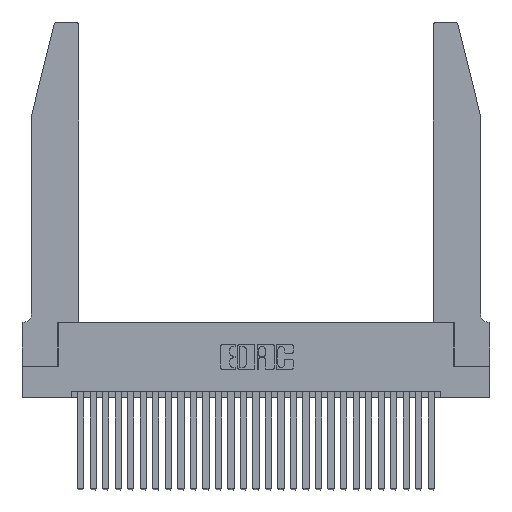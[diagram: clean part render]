
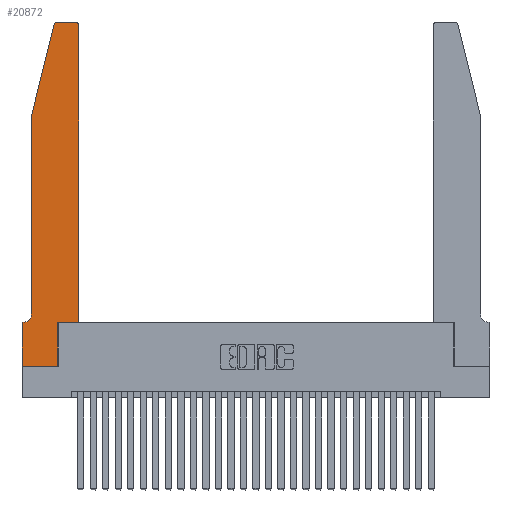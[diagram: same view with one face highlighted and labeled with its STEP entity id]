
A CAD part, top view. The second image highlights one B-rep face of the part: STEP entity #20872.
In plain terms, the highlighted planar face has unit normal (0, 0, 1).
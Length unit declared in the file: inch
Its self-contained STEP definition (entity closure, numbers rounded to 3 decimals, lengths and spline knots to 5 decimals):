
#418 = CARTESIAN_POINT ( 'NONE',  ( 0., 0.35, 0.37 ) ) ;
#823 = VECTOR ( 'NONE', #21614, 39.37008 ) ;
#1004 = EDGE_CURVE ( 'NONE', #6082, #27095, #12974, .T. ) ;
#1245 = VECTOR ( 'NONE', #12976, 39.37008 ) ;
#1333 = DIRECTION ( 'NONE',  ( 1., 0., 0. ) ) ;
#1414 = EDGE_CURVE ( 'NONE', #28253, #19311, #27101, .T. ) ;
#2008 = CARTESIAN_POINT ( 'NONE',  ( 0.0755, 2., 0.37 ) ) ;
#2174 = DIRECTION ( 'NONE',  ( 0., 0., 1. ) ) ;
#2536 = VECTOR ( 'NONE', #6584, 39.37008 ) ;
#2789 = DIRECTION ( 'NONE',  ( 1., 0., 0. ) ) ;
#3415 = EDGE_CURVE ( 'NONE', #27589, #18730, #18967, .T. ) ;
#3557 = AXIS2_PLACEMENT_3D ( 'NONE', #15527, #2174, #17801 ) ;
#3776 = CARTESIAN_POINT ( 'NONE',  ( 0.0055, 0.42, 0.37 ) ) ;
#3792 = EDGE_CURVE ( 'NONE', #12536, #6082, #16446, .T. ) ;
#3909 = VERTEX_POINT ( 'NONE', #16010 ) ;
#3942 = VERTEX_POINT ( 'NONE', #22981 ) ;
#4268 = DIRECTION ( 'NONE',  ( 0., -1., 0. ) ) ;
#4789 = VERTEX_POINT ( 'NONE', #29000 ) ;
#5100 = CARTESIAN_POINT ( 'NONE',  ( 0., 0., 0.37 ) ) ;
#5120 = FACE_OUTER_BOUND ( 'NONE', #11385, .T. ) ;
#6017 = DIRECTION ( 'NONE',  ( -1., 0., 0. ) ) ;
#6082 = VERTEX_POINT ( 'NONE', #24884 ) ;
#6584 = DIRECTION ( 'NONE',  ( -1., 0., 0. ) ) ;
#7191 = LINE ( 'NONE', #21985, #1245 ) ;
#7238 = ORIENTED_EDGE ( 'NONE', *, *, #18432, .T. ) ;
#7295 = CARTESIAN_POINT ( 'NONE',  ( 0.0755, 0.35, 0.37 ) ) ;
#7346 = DIRECTION ( 'NONE',  ( 0., -1., 0. ) ) ;
#7534 = CARTESIAN_POINT ( 'NONE',  ( 0.0755, 2., 0.37 ) ) ;
#7709 = ORIENTED_EDGE ( 'NONE', *, *, #22387, .T. ) ;
#7783 = CARTESIAN_POINT ( 'NONE',  ( 0.2865, 0.35, 0.37 ) ) ;
#8284 = VERTEX_POINT ( 'NONE', #16328 ) ;
#8838 = LINE ( 'NONE', #7783, #15434 ) ;
#9891 = VECTOR ( 'NONE', #28044, 39.37008 ) ;
#9926 = DIRECTION ( 'NONE',  ( 1., 0., 0. ) ) ;
#10590 = LINE ( 'NONE', #28139, #9891 ) ;
#10599 = ORIENTED_EDGE ( 'NONE', *, *, #13697, .T. ) ;
#10866 = VECTOR ( 'NONE', #7346, 39.37008 ) ;
#11385 = EDGE_LOOP ( 'NONE', ( #7709, #11612, #27165, #15891, #7238, #17444, #14213, #10599, #14901, #24274, #13161, #26234 ) ) ;
#11577 = CARTESIAN_POINT ( 'NONE',  ( 0.4505, 0.35, 0.37 ) ) ;
#11612 = ORIENTED_EDGE ( 'NONE', *, *, #3792, .T. ) ;
#11666 = PLANE ( 'NONE',  #23666 ) ;
#12336 = DIRECTION ( 'NONE',  ( 0., 1., 0. ) ) ;
#12536 = VERTEX_POINT ( 'NONE', #13525 ) ;
#12974 = LINE ( 'NONE', #23826, #24304 ) ;
#12976 = DIRECTION ( 'NONE',  ( 1., 0., 0. ) ) ;
#13161 = ORIENTED_EDGE ( 'NONE', *, *, #15468, .T. ) ;
#13525 = CARTESIAN_POINT ( 'NONE',  ( 0.284, 2.75, 0.37 ) ) ;
#13697 = EDGE_CURVE ( 'NONE', #3942, #3909, #7191, .T. ) ;
#13852 = CARTESIAN_POINT ( 'NONE',  ( 0.4505, 2.72, 0.37 ) ) ;
#14213 = ORIENTED_EDGE ( 'NONE', *, *, #17467, .T. ) ;
#14651 = DIRECTION ( 'NONE',  ( 0., 0., 1. ) ) ;
#14901 = ORIENTED_EDGE ( 'NONE', *, *, #16119, .T. ) ;
#15434 = VECTOR ( 'NONE', #12336, 39.37008 ) ;
#15468 = EDGE_CURVE ( 'NONE', #18730, #22777, #10590, .T. ) ;
#15527 = CARTESIAN_POINT ( 'NONE',  ( 0.284, 2.72, 0.37 ) ) ;
#15891 = ORIENTED_EDGE ( 'NONE', *, *, #26169, .T. ) ;
#16010 = CARTESIAN_POINT ( 'NONE',  ( 0.2865, 0., 0.37 ) ) ;
#16119 = EDGE_CURVE ( 'NONE', #3909, #27589, #8838, .T. ) ;
#16124 = DIRECTION ( 'NONE',  ( 0., 0., 1. ) ) ;
#16156 = EDGE_CURVE ( 'NONE', #22777, #8284, #20048, .T. ) ;
#16328 = CARTESIAN_POINT ( 'NONE',  ( 0.4205, 2.75, 0.37 ) ) ;
#16341 = AXIS2_PLACEMENT_3D ( 'NONE', #28200, #14651, #1333 ) ;
#16446 = CIRCLE ( 'NONE', #3557, 0.03 ) ;
#16608 = CARTESIAN_POINT ( 'NONE',  ( 0.4505, 0.35, 0.37 ) ) ;
#16940 = AXIS2_PLACEMENT_3D ( 'NONE', #3776, #19422, #6017 ) ;
#17128 = CARTESIAN_POINT ( 'NONE',  ( 0.2605, 2.75, 0.37 ) ) ;
#17444 = ORIENTED_EDGE ( 'NONE', *, *, #1414, .T. ) ;
#17467 = EDGE_CURVE ( 'NONE', #19311, #3942, #28801, .T. ) ;
#17801 = DIRECTION ( 'NONE',  ( 1., 0., 0. ) ) ;
#18432 = EDGE_CURVE ( 'NONE', #4789, #28253, #23493, .T. ) ;
#18730 = VERTEX_POINT ( 'NONE', #11577 ) ;
#18967 = LINE ( 'NONE', #16608, #26382 ) ;
#19008 = DIRECTION ( 'NONE',  ( -0.239, -0.971, 0. ) ) ;
#19311 = VERTEX_POINT ( 'NONE', #24921 ) ;
#19422 = DIRECTION ( 'NONE',  ( 0., 0., -1. ) ) ;
#20048 = CIRCLE ( 'NONE', #16341, 0.03 ) ;
#20362 = LINE ( 'NONE', #2008, #26368 ) ;
#20695 = CARTESIAN_POINT ( 'NONE',  ( 0.0055, 0.35, 0.37 ) ) ;
#20872 = ADVANCED_FACE ( 'NONE', ( #5120 ), #11666, .T. ) ;
#21614 = DIRECTION ( 'NONE',  ( -1., 0., 0. ) ) ;
#21985 = CARTESIAN_POINT ( 'NONE',  ( 0., 0., 0.37 ) ) ;
#22387 = EDGE_CURVE ( 'NONE', #8284, #12536, #27864, .T. ) ;
#22734 = CARTESIAN_POINT ( 'NONE',  ( 0.2865, 0.35, 0.37 ) ) ;
#22777 = VERTEX_POINT ( 'NONE', #13852 ) ;
#22981 = CARTESIAN_POINT ( 'NONE',  ( 0., 0., 0.37 ) ) ;
#23493 = CIRCLE ( 'NONE', #16940, 0.07 ) ;
#23666 = AXIS2_PLACEMENT_3D ( 'NONE', #418, #16124, #2789 ) ;
#23826 = CARTESIAN_POINT ( 'NONE',  ( 0.0755, 2., 0.37 ) ) ;
#24274 = ORIENTED_EDGE ( 'NONE', *, *, #3415, .T. ) ;
#24304 = VECTOR ( 'NONE', #19008, 39.37008 ) ;
#24884 = CARTESIAN_POINT ( 'NONE',  ( 0.25487, 2.72718, 0.37 ) ) ;
#24921 = CARTESIAN_POINT ( 'NONE',  ( 0., 0.35, 0.37 ) ) ;
#26169 = EDGE_CURVE ( 'NONE', #27095, #4789, #20362, .T. ) ;
#26234 = ORIENTED_EDGE ( 'NONE', *, *, #16156, .T. ) ;
#26368 = VECTOR ( 'NONE', #4268, 39.37008 ) ;
#26382 = VECTOR ( 'NONE', #9926, 39.37008 ) ;
#27095 = VERTEX_POINT ( 'NONE', #7534 ) ;
#27101 = LINE ( 'NONE', #7295, #2536 ) ;
#27165 = ORIENTED_EDGE ( 'NONE', *, *, #1004, .T. ) ;
#27589 = VERTEX_POINT ( 'NONE', #22734 ) ;
#27864 = LINE ( 'NONE', #17128, #823 ) ;
#28044 = DIRECTION ( 'NONE',  ( 0., 1., 0. ) ) ;
#28139 = CARTESIAN_POINT ( 'NONE',  ( 0.4505, 0.35, 0.37 ) ) ;
#28200 = CARTESIAN_POINT ( 'NONE',  ( 0.4205, 2.72, 0.37 ) ) ;
#28253 = VERTEX_POINT ( 'NONE', #20695 ) ;
#28801 = LINE ( 'NONE', #5100, #10866 ) ;
#29000 = CARTESIAN_POINT ( 'NONE',  ( 0.0755, 0.42, 0.37 ) ) ;
